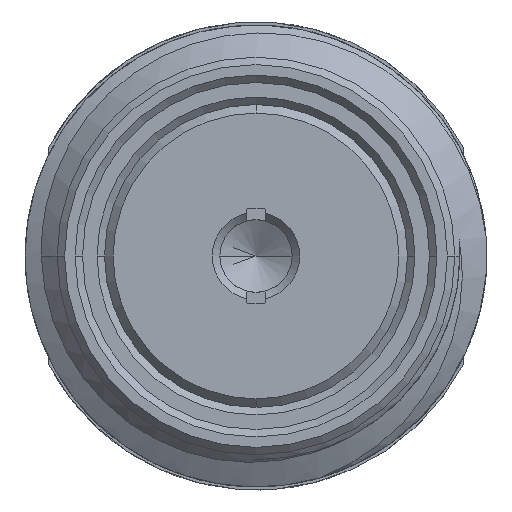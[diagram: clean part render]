
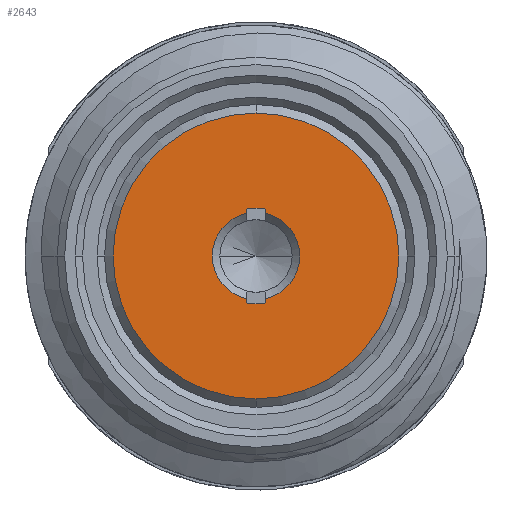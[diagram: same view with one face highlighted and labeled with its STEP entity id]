
A CAD part, left-side view. The second image highlights one B-rep face of the part: STEP entity #2643.
In plain terms, the highlighted planar face has unit normal (-1, 0, 0).
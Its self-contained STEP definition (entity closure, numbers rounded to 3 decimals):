
#66=CARTESIAN_POINT('',(2.11,0.,0.));
#67=DIRECTION('',(1.,0.,0.));
#68=DIRECTION('',(0.,0.,-1.));
#69=AXIS2_PLACEMENT_3D('',#66,#67,#68);
#75=CARTESIAN_POINT('',(2.11,0.,0.));
#76=DIRECTION('',(1.,0.,0.));
#77=DIRECTION('',(0.,0.,1.));
#78=AXIS2_PLACEMENT_3D('',#75,#76,#77);
#111=CARTESIAN_POINT('',(2.11,0.,0.));
#112=DIRECTION('',(-1.,0.,0.));
#113=DIRECTION('',(0.,-0.195,0.981));
#114=AXIS2_PLACEMENT_3D('',#111,#112,#113);
#116=DIRECTION('',(0.,0.,-1.));
#117=VECTOR('',#116,0.058);
#118=CARTESIAN_POINT('',(2.11,0.125,0.629));
#119=LINE('',#118,#117);
#120=DIRECTION('',(0.,0.,-1.));
#121=VECTOR('',#120,0.058);
#122=CARTESIAN_POINT('',(2.11,0.125,-0.571));
#123=LINE('',#122,#121);
#124=CARTESIAN_POINT('',(2.11,0.,0.));
#125=DIRECTION('',(-1.,0.,0.));
#126=DIRECTION('',(0.,0.195,-0.981));
#127=AXIS2_PLACEMENT_3D('',#124,#125,#126);
#129=DIRECTION('',(0.,0.,-1.));
#130=VECTOR('',#129,0.058);
#131=CARTESIAN_POINT('',(2.11,-0.125,-0.571));
#132=LINE('',#131,#130);
#133=DIRECTION('',(0.,0.,-1.));
#134=VECTOR('',#133,0.058);
#135=CARTESIAN_POINT('',(2.11,-0.125,0.629));
#136=LINE('',#135,#134);
#155=CARTESIAN_POINT('',(2.11,-0.125,0.571));
#161=CARTESIAN_POINT('',(2.11,0.,0.));
#162=DIRECTION('',(1.,0.,0.));
#163=DIRECTION('',(0.,-0.214,0.977));
#164=AXIS2_PLACEMENT_3D('',#161,#162,#163);
#189=CARTESIAN_POINT('',(2.11,-0.125,-0.571));
#214=CARTESIAN_POINT('',(2.11,0.125,-0.571));
#224=CARTESIAN_POINT('',(2.11,0.,0.));
#225=DIRECTION('',(1.,0.,0.));
#226=DIRECTION('',(0.,0.214,-0.977));
#227=AXIS2_PLACEMENT_3D('',#224,#225,#226);
#237=CARTESIAN_POINT('',(2.11,0.125,0.571));
#2372=CARTESIAN_POINT('',(2.11,0.,-1.916));
#2373=CARTESIAN_POINT('',(2.11,0.,1.916));
#2374=VERTEX_POINT('',#2372);
#2375=VERTEX_POINT('',#2373);
#2422=VERTEX_POINT('',#189);
#2423=VERTEX_POINT('',#214);
#2424=VERTEX_POINT('',#155);
#2425=VERTEX_POINT('',#237);
#2433=CARTESIAN_POINT('',(2.11,-0.125,0.629));
#2435=VERTEX_POINT('',#2433);
#2438=CARTESIAN_POINT('',(2.11,0.125,0.629));
#2439=VERTEX_POINT('',#2438);
#2441=CARTESIAN_POINT('',(2.11,-0.125,-0.629));
#2443=VERTEX_POINT('',#2441);
#2446=CARTESIAN_POINT('',(2.11,0.125,-0.629));
#2447=VERTEX_POINT('',#2446);
#2616=CARTESIAN_POINT('',(2.11,0.,0.));
#2617=DIRECTION('',(1.,0.,0.));
#2618=DIRECTION('',(0.,0.,-1.));
#2619=AXIS2_PLACEMENT_3D('',#2616,#2617,#2618);
#2620=PLANE('',#2619);
#2621=ORIENTED_EDGE('',*,*,#2566,.T.);
#2622=ORIENTED_EDGE('',*,*,#2584,.T.);
#2623=EDGE_LOOP('',(#2621,#2622));
#2624=FACE_OUTER_BOUND('',#2623,.F.);
#2626=ORIENTED_EDGE('',*,*,#2625,.T.);
#2628=ORIENTED_EDGE('',*,*,#2627,.T.);
#2630=ORIENTED_EDGE('',*,*,#2629,.F.);
#2632=ORIENTED_EDGE('',*,*,#2631,.T.);
#2634=ORIENTED_EDGE('',*,*,#2633,.T.);
#2636=ORIENTED_EDGE('',*,*,#2635,.F.);
#2638=ORIENTED_EDGE('',*,*,#2637,.F.);
#2640=ORIENTED_EDGE('',*,*,#2639,.F.);
#2641=EDGE_LOOP('',(#2626,#2628,#2630,#2632,#2634,#2636,#2638,#2640));
#2642=FACE_BOUND('',#2641,.F.);
#2643=ADVANCED_FACE('',(#2624,#2642),#2620,.F.);
#70=CIRCLE('',#69,1.916);
#79=CIRCLE('',#78,1.916);
#115=CIRCLE('',#114,0.642);
#128=CIRCLE('',#127,0.642);
#165=CIRCLE('',#164,0.585);
#228=CIRCLE('',#227,0.585);
#2566=EDGE_CURVE('',#2374,#2375,#70,.T.);
#2584=EDGE_CURVE('',#2375,#2374,#79,.T.);
#2625=EDGE_CURVE('',#2435,#2439,#115,.T.);
#2627=EDGE_CURVE('',#2439,#2425,#119,.T.);
#2629=EDGE_CURVE('',#2423,#2425,#228,.T.);
#2631=EDGE_CURVE('',#2423,#2447,#123,.T.);
#2633=EDGE_CURVE('',#2447,#2443,#128,.T.);
#2635=EDGE_CURVE('',#2422,#2443,#132,.T.);
#2637=EDGE_CURVE('',#2424,#2422,#165,.T.);
#2639=EDGE_CURVE('',#2435,#2424,#136,.T.);
